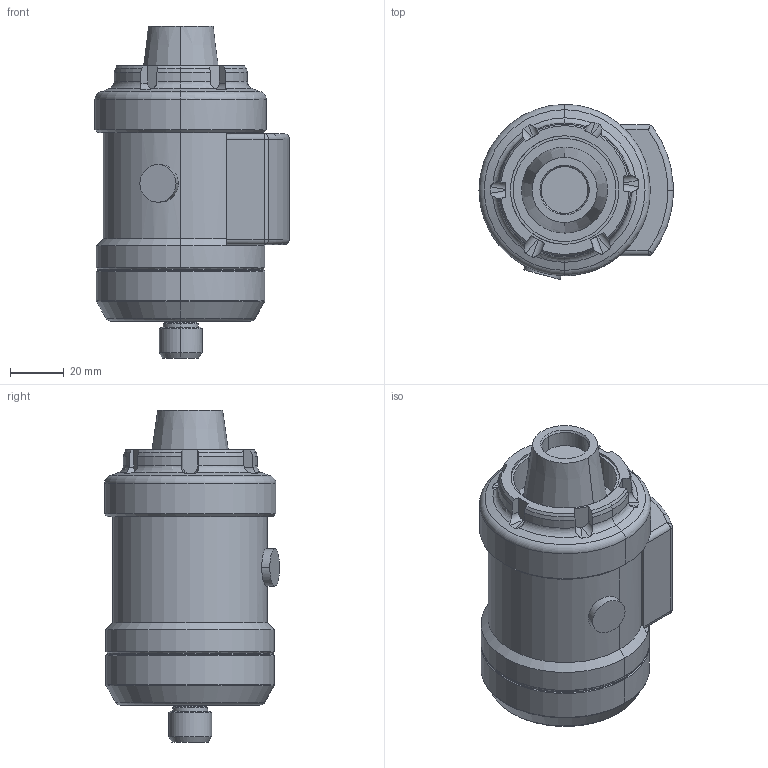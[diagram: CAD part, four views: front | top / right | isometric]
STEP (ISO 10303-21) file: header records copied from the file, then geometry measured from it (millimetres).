
FILE_DESCRIPTION(('CATIA V5 STEP','CAx-IF Rec.Pracs.--- Model Styling and Organization---1.2---2011-12-15'),'2;1');
FILE_NAME('4560135_TJS 20K ER32 R.stp','2014-10-21T04:45:39+00:00',('none'),('none'),'CATIA Version 5 Release 21 SP 5 (IN-10)','CATIA V5 STEP AP214','none');
FILE_SCHEMA(('AUTOMOTIVE_DESIGN { 1 0 10303 214 1 1 1 1 }'));
Length unit declared in the file: millimetre
Products named in the file (1): TJS 20K ER32 R
Bounding box: 72.5 x 65.38 x 124 mm (x, y, z)
Volume: 292254.1 mm3; surface area: 33370.5 mm2
Topology: 1 solids, 1 shells, 166 faces, 411 edges, 256 vertices
Faces by surface type: cylinder 56, plane 48, cone 44, torus 16, sphere 2
Entity records: 5675 total; most frequent: CARTESIAN_POINT 1997, ORIENTED_EDGE 818, DIRECTION 619, EDGE_CURVE 409, AXIS2_PLACEMENT_3D 292, VERTEX_POINT 256, EDGE_LOOP 177, ADVANCED_FACE 166
